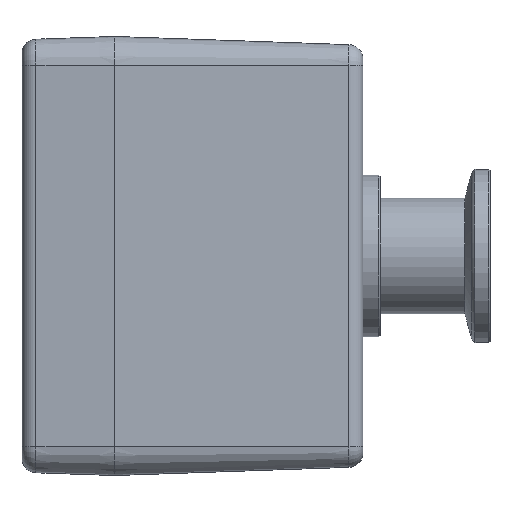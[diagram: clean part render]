
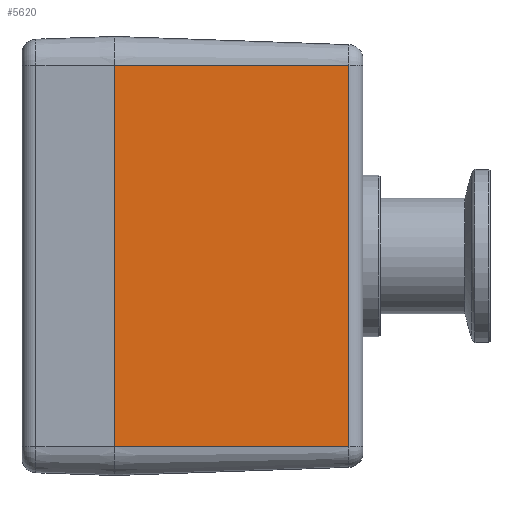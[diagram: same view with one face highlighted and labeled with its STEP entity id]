
A CAD part, left-side view. The second image highlights one B-rep face of the part: STEP entity #5620.
In plain terms, the highlighted planar face has unit normal (-0.999, -0.035, 0).
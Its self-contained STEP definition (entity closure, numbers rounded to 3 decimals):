
#207 = CARTESIAN_POINT ( 'NONE',  ( -47.5, 0., 33. ) ) ;
#354 = EDGE_CURVE ( 'NONE', #8852, #7129, #8828, .T. ) ;
#454 = LINE ( 'NONE', #3949, #7745 ) ;
#718 = VECTOR ( 'NONE', #7398, 1000. ) ;
#943 = EDGE_CURVE ( 'NONE', #3881, #1906, #2635, .T. ) ;
#1555 = DIRECTION ( 'NONE',  ( -0.999, -0.035, 0. ) ) ;
#1906 = VERTEX_POINT ( 'NONE', #7393 ) ;
#2005 = CARTESIAN_POINT ( 'NONE',  ( -46.083, -40.587, -33. ) ) ;
#2635 = LINE ( 'NONE', #8080, #718 ) ;
#2653 = CARTESIAN_POINT ( 'NONE',  ( -47.5, 0., 33. ) ) ;
#2782 = VECTOR ( 'NONE', #3335, 1000. ) ;
#2996 = CARTESIAN_POINT ( 'NONE',  ( -47.5, 0., -33. ) ) ;
#3053 = CARTESIAN_POINT ( 'NONE',  ( -46.083, -40.587, 33. ) ) ;
#3274 = DIRECTION ( 'NONE',  ( 0., 0., 1. ) ) ;
#3335 = DIRECTION ( 'NONE',  ( 0., 0., 1. ) ) ;
#3728 = FACE_OUTER_BOUND ( 'NONE', #8798, .T. ) ;
#3881 = VERTEX_POINT ( 'NONE', #8990 ) ;
#3949 = CARTESIAN_POINT ( 'NONE',  ( -47.5, 0., -33. ) ) ;
#4148 = EDGE_CURVE ( 'NONE', #3881, #8852, #8926, .T. ) ;
#5353 = DIRECTION ( 'NONE',  ( -0.035, 0.999, 0. ) ) ;
#5620 = ADVANCED_FACE ( 'NONE', ( #3728 ), #7975, .T. ) ;
#5776 = ORIENTED_EDGE ( 'NONE', *, *, #4148, .T. ) ;
#6193 = ORIENTED_EDGE ( 'NONE', *, *, #943, .F. ) ;
#6197 = EDGE_CURVE ( 'NONE', #1906, #7129, #454, .T. ) ;
#7129 = VERTEX_POINT ( 'NONE', #207 ) ;
#7134 = ORIENTED_EDGE ( 'NONE', *, *, #6197, .F. ) ;
#7393 = CARTESIAN_POINT ( 'NONE',  ( -47.5, 0., -33. ) ) ;
#7398 = DIRECTION ( 'NONE',  ( -0.035, 0.999, 0. ) ) ;
#7745 = VECTOR ( 'NONE', #3274, 1000. ) ;
#7838 = DIRECTION ( 'NONE',  ( 0.035, -0.999, 0. ) ) ;
#7874 = AXIS2_PLACEMENT_3D ( 'NONE', #2996, #1555, #7838 ) ;
#7923 = VECTOR ( 'NONE', #5353, 1000. ) ;
#7975 = PLANE ( 'NONE',  #7874 ) ;
#8080 = CARTESIAN_POINT ( 'NONE',  ( -47.5, 0., -33. ) ) ;
#8537 = ORIENTED_EDGE ( 'NONE', *, *, #354, .T. ) ;
#8798 = EDGE_LOOP ( 'NONE', ( #6193, #5776, #8537, #7134 ) ) ;
#8828 = LINE ( 'NONE', #2653, #7923 ) ;
#8852 = VERTEX_POINT ( 'NONE', #3053 ) ;
#8926 = LINE ( 'NONE', #2005, #2782 ) ;
#8990 = CARTESIAN_POINT ( 'NONE',  ( -46.083, -40.587, -33. ) ) ;
